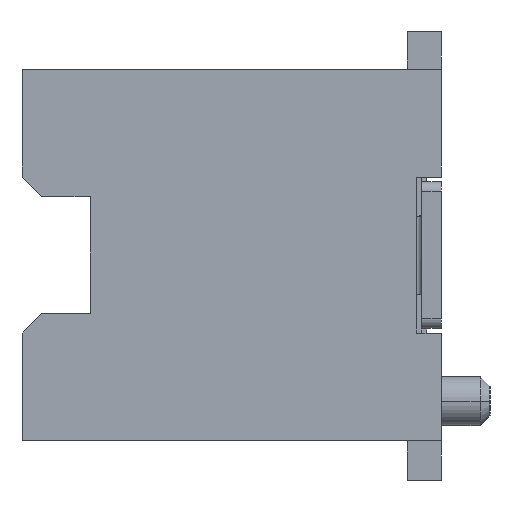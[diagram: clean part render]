
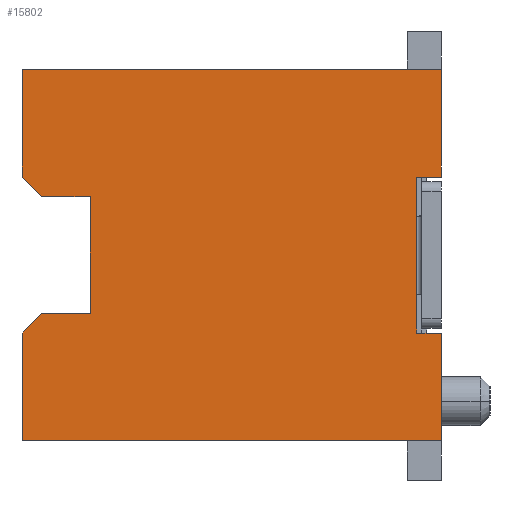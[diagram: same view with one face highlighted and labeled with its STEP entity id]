
A CAD part, left-side view. The second image highlights one B-rep face of the part: STEP entity #15802.
In plain terms, the highlighted planar face has unit normal (-1, 0, 0).
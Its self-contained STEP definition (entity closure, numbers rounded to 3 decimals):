
#214=DIRECTION('',(0.,0.,1.));
#215=VECTOR('',#214,1.1);
#216=CARTESIAN_POINT('',(-4.85,0.,-1.9));
#217=LINE('10614',#216,#215);
#222=DIRECTION('',(0.,0.,1.));
#223=VECTOR('',#222,1.1);
#224=CARTESIAN_POINT('',(-4.85,0.,0.8));
#225=LINE('10615',#224,#223);
#1734=DIRECTION('',(0.,0.,1.));
#1735=VECTOR('',#1734,1.1);
#1736=CARTESIAN_POINT('',(-4.85,4.3,0.8));
#1737=LINE('499',#1736,#1735);
#1766=DIRECTION('',(0.,0.,1.));
#1767=VECTOR('',#1766,1.1);
#1768=CARTESIAN_POINT('',(-4.85,4.3,-1.9));
#1769=LINE('498',#1768,#1767);
#3770=DIRECTION('',(0.,0.,1.));
#3771=VECTOR('',#3770,1.6);
#3772=CARTESIAN_POINT('',(-4.85,0.25,-0.8));
#3773=LINE('10598',#3772,#3771);
#3774=DIRECTION('',(0.,1.,0.));
#3775=VECTOR('',#3774,0.25);
#3776=CARTESIAN_POINT('',(-4.85,0.,-0.8));
#3777=LINE('10599',#3776,#3775);
#3778=DIRECTION('',(0.,1.,0.));
#3779=VECTOR('',#3778,4.3);
#3780=CARTESIAN_POINT('',(-4.85,0.,-1.9));
#3781=LINE('53',#3780,#3779);
#3782=DIRECTION('',(0.,0.707,-0.707));
#3783=VECTOR('',#3782,0.283);
#3784=CARTESIAN_POINT('',(-4.85,4.1,-0.6));
#3785=LINE('462',#3784,#3783);
#3786=DIRECTION('',(0.,-1.,0.));
#3787=VECTOR('',#3786,0.5);
#3788=CARTESIAN_POINT('',(-4.85,4.1,-0.6));
#3789=LINE('490',#3788,#3787);
#3790=DIRECTION('',(0.,0.,-1.));
#3791=VECTOR('',#3790,1.2);
#3792=CARTESIAN_POINT('',(-4.85,3.6,0.6));
#3793=LINE('176',#3792,#3791);
#3794=DIRECTION('',(0.,-1.,0.));
#3795=VECTOR('',#3794,0.5);
#3796=CARTESIAN_POINT('',(-4.85,4.1,0.6));
#3797=LINE('491',#3796,#3795);
#3798=DIRECTION('',(0.,-0.707,-0.707));
#3799=VECTOR('',#3798,0.283);
#3800=CARTESIAN_POINT('',(-4.85,4.3,0.8));
#3801=LINE('474',#3800,#3799);
#3802=DIRECTION('',(0.,1.,0.));
#3803=VECTOR('',#3802,0.25);
#3804=CARTESIAN_POINT('',(-4.85,0.,0.8));
#3805=LINE('10600',#3804,#3803);
#8726=DIRECTION('',(0.,1.,0.));
#8727=VECTOR('',#8726,4.3);
#8728=CARTESIAN_POINT('',(-4.85,0.,1.9));
#8729=LINE('55',#8728,#8727);
#9026=CARTESIAN_POINT('',(-4.85,4.3,1.9));
#9028=VERTEX_POINT('',#9026);
#9031=CARTESIAN_POINT('',(-4.85,4.3,-1.9));
#9033=VERTEX_POINT('',#9031);
#9034=CARTESIAN_POINT('',(-4.85,0.,-1.9));
#9035=VERTEX_POINT('',#9034);
#9036=CARTESIAN_POINT('',(-4.85,0.,1.9));
#9037=VERTEX_POINT('',#9036);
#9058=CARTESIAN_POINT('',(-4.85,3.6,0.6));
#9059=CARTESIAN_POINT('',(-4.85,3.6,-0.6));
#9060=VERTEX_POINT('',#9058);
#9061=VERTEX_POINT('',#9059);
#9062=CARTESIAN_POINT('',(-4.85,4.1,-0.6));
#9063=CARTESIAN_POINT('',(-4.85,4.3,-0.8));
#9064=VERTEX_POINT('',#9062);
#9065=VERTEX_POINT('',#9063);
#9086=CARTESIAN_POINT('',(-4.85,4.3,0.8));
#9087=CARTESIAN_POINT('',(-4.85,4.1,0.6));
#9088=VERTEX_POINT('',#9086);
#9089=VERTEX_POINT('',#9087);
#9482=CARTESIAN_POINT('',(-4.85,0.,-0.8));
#9484=VERTEX_POINT('',#9482);
#9486=CARTESIAN_POINT('',(-4.85,0.,0.8));
#9488=VERTEX_POINT('',#9486);
#9498=CARTESIAN_POINT('',(-4.85,0.25,-0.8));
#9499=CARTESIAN_POINT('',(-4.85,0.25,0.8));
#9500=VERTEX_POINT('',#9498);
#9501=VERTEX_POINT('',#9499);
#15775=CARTESIAN_POINT('',(-4.85,0.,-1.9));
#15776=DIRECTION('',(-1.,0.,0.));
#15777=DIRECTION('',(0.,0.,1.));
#15778=AXIS2_PLACEMENT_3D('',#15775,#15776,#15777);
#15779=PLANE('52',#15778);
#15780=ORIENTED_EDGE('10598',*,*,#12221,.F.);
#15781=ORIENTED_EDGE('10599',*,*,#12136,.F.);
#15782=ORIENTED_EDGE('10614',*,*,#11925,.F.);
#15784=ORIENTED_EDGE('53',*,*,#15783,.T.);
#15785=ORIENTED_EDGE('498',*,*,#14046,.T.);
#15787=ORIENTED_EDGE('462',*,*,#15786,.F.);
#15789=ORIENTED_EDGE('490',*,*,#15788,.T.);
#15791=ORIENTED_EDGE('176',*,*,#15790,.F.);
#15792=ORIENTED_EDGE('491',*,*,#15738,.F.);
#15793=ORIENTED_EDGE('474',*,*,#15766,.F.);
#15794=ORIENTED_EDGE('499',*,*,#14022,.T.);
#15796=ORIENTED_EDGE('55',*,*,#15795,.F.);
#15797=ORIENTED_EDGE('10615',*,*,#11943,.F.);
#15799=ORIENTED_EDGE('10600',*,*,#15798,.T.);
#15800=EDGE_LOOP('52',(#15780,#15781,#15782,#15784,#15785,#15787,#15789,#15791,
#15792,#15793,#15794,#15796,#15797,#15799));
#15801=FACE_OUTER_BOUND('52',#15800,.F.);
#11925=EDGE_CURVE('10614',#9035,#9484,#217,.T.);
#11943=EDGE_CURVE('10615',#9488,#9037,#225,.T.);
#12136=EDGE_CURVE('10599',#9484,#9500,#3777,.T.);
#12221=EDGE_CURVE('10598',#9500,#9501,#3773,.T.);
#14022=EDGE_CURVE('499',#9088,#9028,#1737,.T.);
#14046=EDGE_CURVE('498',#9033,#9065,#1769,.T.);
#15738=EDGE_CURVE('491',#9089,#9060,#3797,.T.);
#15766=EDGE_CURVE('474',#9088,#9089,#3801,.T.);
#15783=EDGE_CURVE('53',#9035,#9033,#3781,.T.);
#15786=EDGE_CURVE('462',#9064,#9065,#3785,.T.);
#15788=EDGE_CURVE('490',#9064,#9061,#3789,.T.);
#15790=EDGE_CURVE('176',#9060,#9061,#3793,.T.);
#15795=EDGE_CURVE('55',#9037,#9028,#8729,.T.);
#15798=EDGE_CURVE('10600',#9488,#9501,#3805,.T.);
#15802=ADVANCED_FACE('52',(#15801),#15779,.T.);
